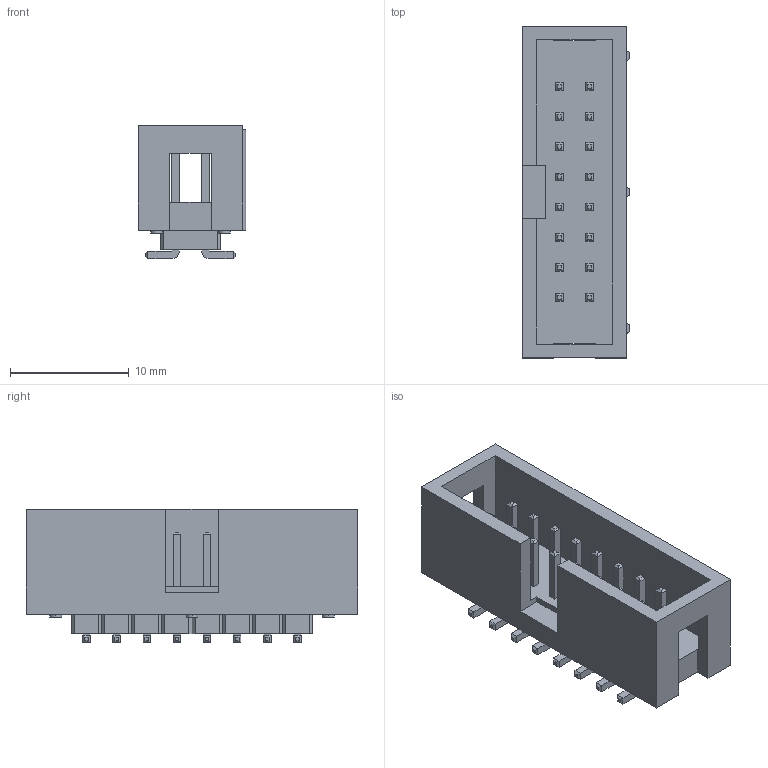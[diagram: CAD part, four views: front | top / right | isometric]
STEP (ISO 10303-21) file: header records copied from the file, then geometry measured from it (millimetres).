
FILE_DESCRIPTION(/* description */ (''),/* implementation_level */ '2;1');
FILE_NAME(/* name */ 'PinHeader_2x08_P2.54mm_Vertical_SMD_IDC',/* time_stamp */ '2019-04-26T14:05:39+02:00',/* author */ (''),/* organization */ (''),/* preprocessor_version */ 'ST-DEVELOPER v15',/* originating_system */ '',/* authorisation */ '');
FILE_SCHEMA (('AUTOMOTIVE_DESIGN'));
Length unit declared in the file: millimetre
Products named in the file (1): Document
Bounding box: 9.1 x 27.98 x 11.25 mm (x, y, z)
Surface area: 1942.8 mm2 (no closed solid volume)
Topology: 0 solids, 337 shells, 441 faces, 1874 edges, 1772 vertices
Faces by surface type: plane 406, bspline 35
Entity records: 17966 total; most frequent: CARTESIAN_POINT 6720, ORIENTED_EDGE 2180, EDGE_CURVE 1874, B_SPLINE_CURVE_WITH_KNOTS 1772, VERTEX_POINT 1772, EDGE_LOOP 478, ADVANCED_FACE 441, FACE_OUTER_BOUND 441
